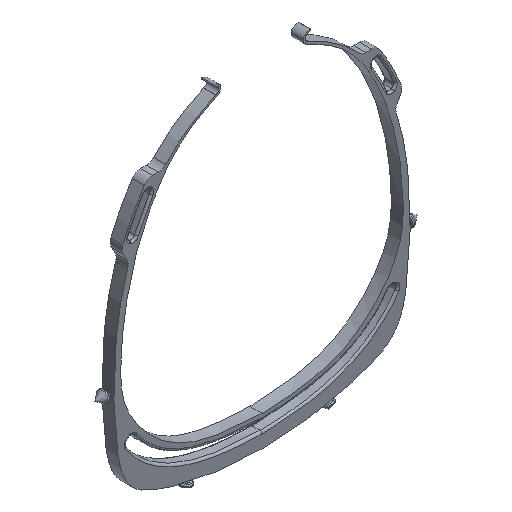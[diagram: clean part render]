
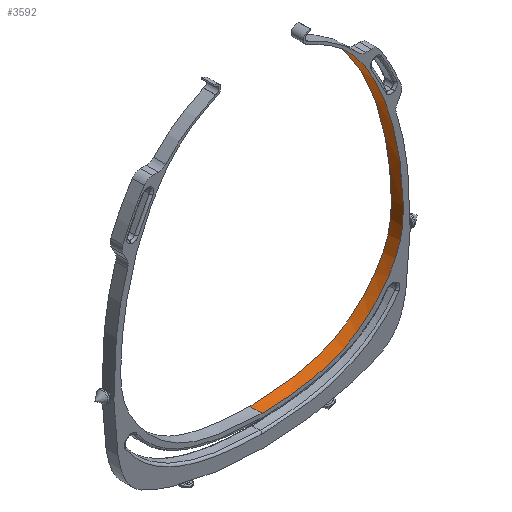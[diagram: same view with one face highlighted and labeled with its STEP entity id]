
A CAD part, isometric view. The second image highlights one B-rep face of the part: STEP entity #3592.
In plain terms, the highlighted free-form (B-spline) face has degree [4, 1] with [18, 2] control points.
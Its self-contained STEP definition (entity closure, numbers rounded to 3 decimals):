
#327=B_SPLINE_SURFACE_WITH_KNOTS('',4,1,((#9003,#9004),(#9005,#9006),(#9007,
#9008),(#9009,#9010),(#9011,#9012),(#9013,#9014),(#9015,#9016),(#9017,#9018),
(#9019,#9020),(#9021,#9022),(#9023,#9024),(#9025,#9026),(#9027,#9028),(#9029,
#9030),(#9031,#9032),(#9033,#9034),(#9035,#9036),(#9037,#9038)),
 .UNSPECIFIED.,.F.,.F.,.F.,(5,1,1,1,1,1,1,1,1,1,1,1,1,1,5),(2,2),(-1.,-0.837,
-0.781,-0.727,-0.674,-0.623,
-0.572,-0.517,-0.458,-0.395,
-0.331,-0.268,-0.207,-0.145,
0.),(0.,0.9),.UNSPECIFIED.);
#530=FACE_OUTER_BOUND('',#752,.T.);
#752=EDGE_LOOP('',(#3316,#3317,#3318,#3319));
#946=LINE('',#8809,#1158);
#964=LINE('',#8966,#1176);
#1158=VECTOR('',#4608,10.);
#1176=VECTOR('',#4652,10.);
#1294=B_SPLINE_CURVE_WITH_KNOTS('',4,(#6608,#6609,#6610,#6611,#6612,#6613,
#6614,#6615,#6616,#6617,#6618,#6619,#6620,#6621,#6622,#6623,#6624,#6625),
 .UNSPECIFIED.,.F.,.F.,(5,1,1,1,1,1,1,1,1,1,1,1,1,1,5),(-1.,-0.837,
-0.781,-0.727,-0.674,-0.623,
-0.572,-0.517,-0.458,-0.395,
-0.331,-0.268,-0.207,-0.145,
0.),.UNSPECIFIED.);
#1318=B_SPLINE_CURVE_WITH_KNOTS('',4,(#7264,#7265,#7266,#7267,#7268,#7269,
#7270,#7271,#7272,#7273,#7274,#7275,#7276,#7277,#7278,#7279,#7280,#7281),
 .UNSPECIFIED.,.F.,.F.,(5,1,1,1,1,1,1,1,1,1,1,1,1,1,5),(0.,0.145,
0.207,0.268,0.331,0.395,
0.458,0.517,0.572,0.623,
0.674,0.727,0.781,0.837,
1.),.UNSPECIFIED.);
#1537=VERTEX_POINT('',#6588);
#1538=VERTEX_POINT('',#6607);
#1572=VERTEX_POINT('',#7262);
#1573=VERTEX_POINT('',#7263);
#1966=EDGE_CURVE('',#1537,#1538,#1294,.T.);
#2014=EDGE_CURVE('',#1572,#1573,#1318,.T.);
#2225=EDGE_CURVE('',#1572,#1538,#946,.T.);
#2243=EDGE_CURVE('',#1573,#1537,#964,.T.);
#3316=ORIENTED_EDGE('',*,*,#2014,.F.);
#3317=ORIENTED_EDGE('',*,*,#2225,.T.);
#3318=ORIENTED_EDGE('',*,*,#1966,.F.);
#3319=ORIENTED_EDGE('',*,*,#2243,.F.);
#3592=ADVANCED_FACE('',(#530),#327,.T.);
#4608=DIRECTION('',(0.,1.,0.));
#4652=DIRECTION('',(0.,1.,0.));
#6588=CARTESIAN_POINT('',(296.591,5.5,140.579));
#6607=CARTESIAN_POINT('',(318.753,5.5,288.824));
#6608=CARTESIAN_POINT('Ctrl Pts',(296.591,5.5,140.579));
#6609=CARTESIAN_POINT('Ctrl Pts',(309.494,5.5,140.776));
#6610=CARTESIAN_POINT('Ctrl Pts',(323.09,5.5,142.632));
#6611=CARTESIAN_POINT('Ctrl Pts',(335.218,5.5,145.736));
#6612=CARTESIAN_POINT('Ctrl Pts',(348.369,5.5,154.89));
#6613=CARTESIAN_POINT('Ctrl Pts',(355.966,5.5,162.702));
#6614=CARTESIAN_POINT('Ctrl Pts',(361.77,5.5,170.9));
#6615=CARTESIAN_POINT('Ctrl Pts',(365.126,5.5,178.549));
#6616=CARTESIAN_POINT('Ctrl Pts',(367.257,5.5,187.191));
#6617=CARTESIAN_POINT('Ctrl Pts',(367.067,5.5,199.813));
#6618=CARTESIAN_POINT('Ctrl Pts',(365.719,5.5,214.154));
#6619=CARTESIAN_POINT('Ctrl Pts',(363.029,5.5,228.427));
#6620=CARTESIAN_POINT('Ctrl Pts',(359.174,5.5,241.976));
#6621=CARTESIAN_POINT('Ctrl Pts',(354.039,5.5,254.458));
#6622=CARTESIAN_POINT('Ctrl Pts',(345.213,5.5,269.751));
#6623=CARTESIAN_POINT('Ctrl Pts',(335.798,5.5,280.8));
#6624=CARTESIAN_POINT('Ctrl Pts',(322.508,5.5,286.931));
#6625=CARTESIAN_POINT('Ctrl Pts',(318.753,5.5,288.824));
#7262=CARTESIAN_POINT('',(318.753,-0.5,288.824));
#7263=CARTESIAN_POINT('',(296.591,-0.5,140.579));
#7264=CARTESIAN_POINT('Ctrl Pts',(318.753,-0.5,288.824));
#7265=CARTESIAN_POINT('Ctrl Pts',(322.508,-0.5,286.931));
#7266=CARTESIAN_POINT('Ctrl Pts',(335.798,-0.5,280.8));
#7267=CARTESIAN_POINT('Ctrl Pts',(345.213,-0.5,269.751));
#7268=CARTESIAN_POINT('Ctrl Pts',(354.039,-0.5,254.458));
#7269=CARTESIAN_POINT('Ctrl Pts',(359.174,-0.5,241.976));
#7270=CARTESIAN_POINT('Ctrl Pts',(363.029,-0.5,228.427));
#7271=CARTESIAN_POINT('Ctrl Pts',(365.719,-0.5,214.154));
#7272=CARTESIAN_POINT('Ctrl Pts',(367.067,-0.5,199.813));
#7273=CARTESIAN_POINT('Ctrl Pts',(367.257,-0.5,187.191));
#7274=CARTESIAN_POINT('Ctrl Pts',(365.126,-0.5,178.549));
#7275=CARTESIAN_POINT('Ctrl Pts',(361.77,-0.5,170.9));
#7276=CARTESIAN_POINT('Ctrl Pts',(355.966,-0.5,162.702));
#7277=CARTESIAN_POINT('Ctrl Pts',(348.369,-0.5,154.89));
#7278=CARTESIAN_POINT('Ctrl Pts',(335.218,-0.5,145.736));
#7279=CARTESIAN_POINT('Ctrl Pts',(323.09,-0.5,142.632));
#7280=CARTESIAN_POINT('Ctrl Pts',(309.494,-0.5,140.776));
#7281=CARTESIAN_POINT('Ctrl Pts',(296.591,-0.5,140.579));
#8809=CARTESIAN_POINT('',(318.753,0.,288.824));
#8966=CARTESIAN_POINT('',(296.591,0.,140.579));
#9003=CARTESIAN_POINT('Ctrl Pts',(296.591,-1.25,140.579));
#9004=CARTESIAN_POINT('Ctrl Pts',(296.591,7.75,140.579));
#9005=CARTESIAN_POINT('Ctrl Pts',(309.494,-1.25,140.776));
#9006=CARTESIAN_POINT('Ctrl Pts',(309.494,7.75,140.776));
#9007=CARTESIAN_POINT('Ctrl Pts',(323.09,-1.25,142.632));
#9008=CARTESIAN_POINT('Ctrl Pts',(323.09,7.75,142.632));
#9009=CARTESIAN_POINT('Ctrl Pts',(335.218,-1.25,145.736));
#9010=CARTESIAN_POINT('Ctrl Pts',(335.218,7.75,145.736));
#9011=CARTESIAN_POINT('Ctrl Pts',(348.369,-1.25,154.89));
#9012=CARTESIAN_POINT('Ctrl Pts',(348.369,7.75,154.89));
#9013=CARTESIAN_POINT('Ctrl Pts',(355.966,-1.25,162.702));
#9014=CARTESIAN_POINT('Ctrl Pts',(355.966,7.75,162.702));
#9015=CARTESIAN_POINT('Ctrl Pts',(361.77,-1.25,170.9));
#9016=CARTESIAN_POINT('Ctrl Pts',(361.77,7.75,170.9));
#9017=CARTESIAN_POINT('Ctrl Pts',(365.126,-1.25,178.549));
#9018=CARTESIAN_POINT('Ctrl Pts',(365.126,7.75,178.549));
#9019=CARTESIAN_POINT('Ctrl Pts',(367.257,-1.25,187.191));
#9020=CARTESIAN_POINT('Ctrl Pts',(367.257,7.75,187.191));
#9021=CARTESIAN_POINT('Ctrl Pts',(367.067,-1.25,199.813));
#9022=CARTESIAN_POINT('Ctrl Pts',(367.067,7.75,199.813));
#9023=CARTESIAN_POINT('Ctrl Pts',(365.719,-1.25,214.154));
#9024=CARTESIAN_POINT('Ctrl Pts',(365.719,7.75,214.154));
#9025=CARTESIAN_POINT('Ctrl Pts',(363.029,-1.25,228.427));
#9026=CARTESIAN_POINT('Ctrl Pts',(363.029,7.75,228.427));
#9027=CARTESIAN_POINT('Ctrl Pts',(359.174,-1.25,241.976));
#9028=CARTESIAN_POINT('Ctrl Pts',(359.174,7.75,241.976));
#9029=CARTESIAN_POINT('Ctrl Pts',(354.039,-1.25,254.458));
#9030=CARTESIAN_POINT('Ctrl Pts',(354.039,7.75,254.458));
#9031=CARTESIAN_POINT('Ctrl Pts',(345.213,-1.25,269.751));
#9032=CARTESIAN_POINT('Ctrl Pts',(345.213,7.75,269.751));
#9033=CARTESIAN_POINT('Ctrl Pts',(335.798,-1.25,280.8));
#9034=CARTESIAN_POINT('Ctrl Pts',(335.798,7.75,280.8));
#9035=CARTESIAN_POINT('Ctrl Pts',(322.508,-1.25,286.931));
#9036=CARTESIAN_POINT('Ctrl Pts',(322.508,7.75,286.931));
#9037=CARTESIAN_POINT('Ctrl Pts',(318.753,-1.25,288.824));
#9038=CARTESIAN_POINT('Ctrl Pts',(318.753,7.75,288.824));
